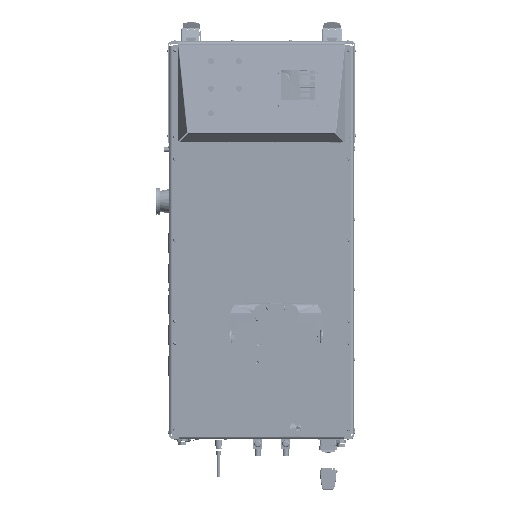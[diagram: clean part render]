
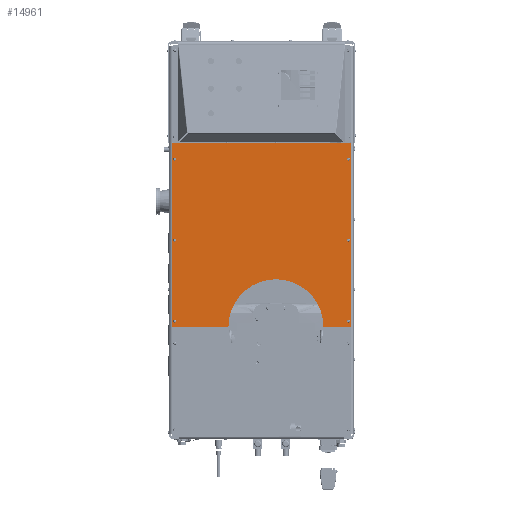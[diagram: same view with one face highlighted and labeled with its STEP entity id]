
A CAD part, top view. The second image highlights one B-rep face of the part: STEP entity #14961.
In plain terms, the highlighted planar face has unit normal (0, 0, 1).
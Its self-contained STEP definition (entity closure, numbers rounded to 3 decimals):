
#14961=ADVANCED_FACE('',(#28769,#28771,#28773,#28775,#28777,#28779,#28781),#28783,
.T.);
#28769=FACE_BOUND('',#28770,.T.);
#28770=EDGE_LOOP('',(#71468,#71469,#71470,#71471,#71472,#71473));
#28771=FACE_BOUND('',#28772,.T.);
#28772=EDGE_LOOP('',(#71474));
#28773=FACE_BOUND('',#28774,.T.);
#28774=EDGE_LOOP('',(#71475));
#28775=FACE_BOUND('',#28776,.T.);
#28776=EDGE_LOOP('',(#71476));
#28777=FACE_BOUND('',#28778,.T.);
#28778=EDGE_LOOP('',(#71477));
#28779=FACE_BOUND('',#28780,.T.);
#28780=EDGE_LOOP('',(#71478));
#28781=FACE_BOUND('',#28782,.T.);
#28782=EDGE_LOOP('',(#71479));
#28783=PLANE('',#28784);
#28784=AXIS2_PLACEMENT_3D('',#28785,#28786,#28787);
#28785=CARTESIAN_POINT('',(7.702,-5.555,216.));
#28786=DIRECTION('',(0.,0.,1.));
#28787=DIRECTION('',(-1.,0.,0.));
#71468=ORIENTED_EDGE('',*,*,#84217,.T.);
#71469=ORIENTED_EDGE('',*,*,#84218,.T.);
#71470=ORIENTED_EDGE('',*,*,#84219,.T.);
#71471=ORIENTED_EDGE('',*,*,#84220,.T.);
#71472=ORIENTED_EDGE('',*,*,#84221,.T.);
#71473=ORIENTED_EDGE('',*,*,#84222,.T.);
#71474=ORIENTED_EDGE('',*,*,#84223,.T.);
#71475=ORIENTED_EDGE('',*,*,#84224,.T.);
#71476=ORIENTED_EDGE('',*,*,#84225,.T.);
#71477=ORIENTED_EDGE('',*,*,#84226,.T.);
#71478=ORIENTED_EDGE('',*,*,#84227,.T.);
#71479=ORIENTED_EDGE('',*,*,#84228,.T.);
#84217=EDGE_CURVE('',#97901,#97902,#97903,.T.);
#84218=EDGE_CURVE('',#97902,#97904,#97905,.T.);
#84219=EDGE_CURVE('',#97904,#97906,#97907,.T.);
#84220=EDGE_CURVE('',#97906,#97908,#97909,.T.);
#84221=EDGE_CURVE('',#97908,#97910,#97911,.T.);
#84222=EDGE_CURVE('',#97910,#97901,#97912,.T.);
#84223=EDGE_CURVE('',#97913,#97913,#97914,.T.);
#84224=EDGE_CURVE('',#97915,#97915,#97916,.T.);
#84225=EDGE_CURVE('',#97917,#97917,#97918,.T.);
#84226=EDGE_CURVE('',#97919,#97919,#97920,.T.);
#84227=EDGE_CURVE('',#97921,#97921,#97922,.T.);
#84228=EDGE_CURVE('',#97923,#97923,#97924,.T.);
#97901=VERTEX_POINT('',#131020);
#97902=VERTEX_POINT('',#131021);
#97903=CIRCLE('',#131022,170.);
#97904=VERTEX_POINT('',#131026);
#97905=LINE('',#131027,#131028);
#97906=VERTEX_POINT('',#131030);
#97907=LINE('',#131031,#131032);
#97908=VERTEX_POINT('',#131034);
#97909=LINE('',#131035,#131036);
#97910=VERTEX_POINT('',#131038);
#97911=LINE('',#131039,#131040);
#97912=LINE('',#131042,#131043);
#97913=VERTEX_POINT('',#131045);
#97914=CIRCLE('',#131046,4.);
#97915=VERTEX_POINT('',#131050);
#97916=CIRCLE('',#131051,4.);
#97917=VERTEX_POINT('',#131055);
#97918=CIRCLE('',#131056,4.);
#97919=VERTEX_POINT('',#131060);
#97920=CIRCLE('',#131061,4.);
#97921=VERTEX_POINT('',#131065);
#97922=CIRCLE('',#131066,4.);
#97923=VERTEX_POINT('',#131070);
#97924=CIRCLE('',#131071,4.);
#131020=CARTESIAN_POINT('',(-170.,-0.5,216.));
#131021=CARTESIAN_POINT('',(170.,-0.5,216.));
#131022=AXIS2_PLACEMENT_3D('',#131023,#131024,#131025);
#131023=CARTESIAN_POINT('',(0.,-0.5,216.));
#131024=DIRECTION('',(0.,0.,-1.));
#131025=DIRECTION('',(-1.,0.,0.));
#131026=CARTESIAN_POINT('',(270.,-0.5,216.));
#131027=CARTESIAN_POINT('',(170.,-0.5,216.));
#131028=VECTOR('',#131029,1.);
#131029=DIRECTION('',(1.,0.,0.));
#131030=CARTESIAN_POINT('',(270.,658.5,216.));
#131031=CARTESIAN_POINT('',(270.,-0.5,216.));
#131032=VECTOR('',#131033,1.);
#131033=DIRECTION('',(0.,1.,0.));
#131034=CARTESIAN_POINT('',(-373.,658.5,216.));
#131035=CARTESIAN_POINT('',(270.,658.5,216.));
#131036=VECTOR('',#131037,1.);
#131037=DIRECTION('',(-1.,0.,0.));
#131038=CARTESIAN_POINT('',(-373.,-0.5,216.));
#131039=CARTESIAN_POINT('',(-373.,658.5,216.));
#131040=VECTOR('',#131041,1.);
#131041=DIRECTION('',(0.,-1.,0.));
#131042=CARTESIAN_POINT('',(-373.,-0.5,216.));
#131043=VECTOR('',#131044,1.);
#131044=DIRECTION('',(1.,0.,0.));
#131045=CARTESIAN_POINT('',(255.,599.5,216.));
#131046=AXIS2_PLACEMENT_3D('',#131047,#131048,#131049);
#131047=CARTESIAN_POINT('',(259.,599.5,216.));
#131048=DIRECTION('',(0.,0.,-1.));
#131049=DIRECTION('',(-1.,0.,0.));
#131050=CARTESIAN_POINT('',(255.,19.5,216.));
#131051=AXIS2_PLACEMENT_3D('',#131052,#131053,#131054);
#131052=CARTESIAN_POINT('',(259.,19.5,216.));
#131053=DIRECTION('',(0.,0.,-1.));
#131054=DIRECTION('',(-1.,0.,0.));
#131055=CARTESIAN_POINT('',(-366.,599.5,216.));
#131056=AXIS2_PLACEMENT_3D('',#131057,#131058,#131059);
#131057=CARTESIAN_POINT('',(-362.,599.5,216.));
#131058=DIRECTION('',(0.,0.,-1.));
#131059=DIRECTION('',(-1.,0.,0.));
#131060=CARTESIAN_POINT('',(-366.,19.5,216.));
#131061=AXIS2_PLACEMENT_3D('',#131062,#131063,#131064);
#131062=CARTESIAN_POINT('',(-362.,19.5,216.));
#131063=DIRECTION('',(0.,0.,-1.));
#131064=DIRECTION('',(-1.,0.,0.));
#131065=CARTESIAN_POINT('',(-366.,309.5,216.));
#131066=AXIS2_PLACEMENT_3D('',#131067,#131068,#131069);
#131067=CARTESIAN_POINT('',(-362.,309.5,216.));
#131068=DIRECTION('',(0.,0.,-1.));
#131069=DIRECTION('',(-1.,0.,0.));
#131070=CARTESIAN_POINT('',(255.,309.5,216.));
#131071=AXIS2_PLACEMENT_3D('',#131072,#131073,#131074);
#131072=CARTESIAN_POINT('',(259.,309.5,216.));
#131073=DIRECTION('',(0.,0.,-1.));
#131074=DIRECTION('',(-1.,0.,0.));
